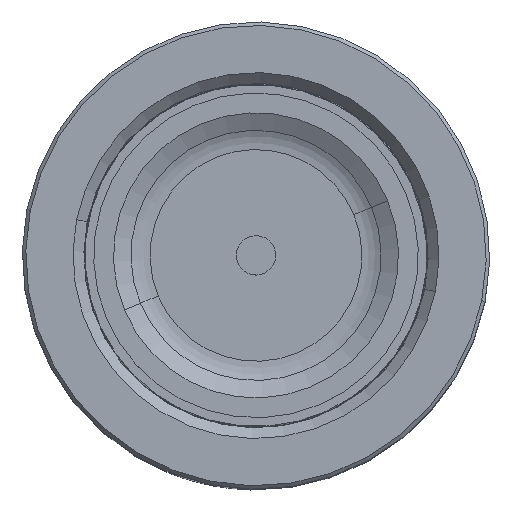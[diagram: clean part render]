
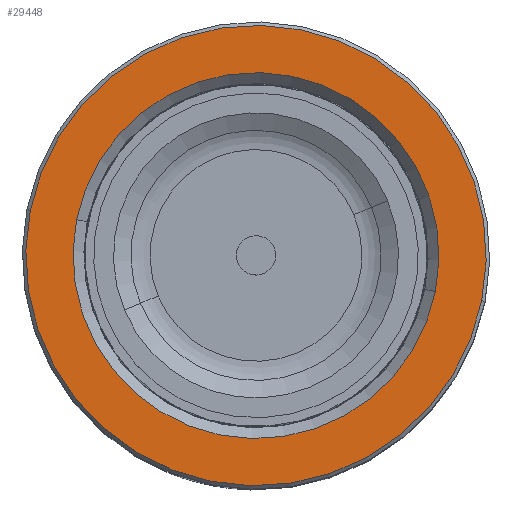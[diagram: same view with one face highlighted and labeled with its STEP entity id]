
A CAD part, top view. The second image highlights one B-rep face of the part: STEP entity #29448.
In plain terms, the highlighted planar face has unit normal (0, 0, 1).
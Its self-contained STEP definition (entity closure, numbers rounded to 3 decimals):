
#861 = PLANE ( 'NONE',  #12000 ) ;
#1238 = CARTESIAN_POINT ( 'NONE',  ( 0., 0., 100. ) ) ;
#2558 = CARTESIAN_POINT ( 'NONE',  ( 46.8, 0., 100. ) ) ;
#4190 = AXIS2_PLACEMENT_3D ( 'NONE', #12816, #16098, #17543 ) ;
#4771 = EDGE_CURVE ( 'NONE', #12075, #56566, #49408, .T. ) ;
#6978 = ORIENTED_EDGE ( 'NONE', *, *, #47338, .T. ) ;
#7761 = ORIENTED_EDGE ( 'NONE', *, *, #40334, .T. ) ;
#12000 = AXIS2_PLACEMENT_3D ( 'NONE', #1238, #56948, #43271 ) ;
#12075 = VERTEX_POINT ( 'NONE', #2558 ) ;
#12816 = CARTESIAN_POINT ( 'NONE',  ( 0., 0., 100. ) ) ;
#13882 = AXIS2_PLACEMENT_3D ( 'NONE', #24264, #38594, #24057 ) ;
#14736 = DIRECTION ( 'NONE',  ( 1., 0., 0. ) ) ;
#16098 = DIRECTION ( 'NONE',  ( 0., 0., 1. ) ) ;
#17543 = DIRECTION ( 'NONE',  ( 1., 0., 0. ) ) ;
#20562 = DIRECTION ( 'NONE',  ( 0., 0., -1. ) ) ;
#21665 = EDGE_LOOP ( 'NONE', ( #29636, #29142 ) ) ;
#22280 = CIRCLE ( 'NONE', #39235, 37.2 ) ;
#22430 = CARTESIAN_POINT ( 'NONE',  ( 0., 0., 100. ) ) ;
#24057 = DIRECTION ( 'NONE',  ( 1., 0., 0. ) ) ;
#24058 = FACE_BOUND ( 'NONE', #48869, .T. ) ;
#24264 = CARTESIAN_POINT ( 'NONE',  ( 0., 0., 100. ) ) ;
#24340 = CARTESIAN_POINT ( 'NONE',  ( 0., 0., 100. ) ) ;
#28137 = VERTEX_POINT ( 'NONE', #53848 ) ;
#29142 = ORIENTED_EDGE ( 'NONE', *, *, #4771, .T. ) ;
#29448 = ADVANCED_FACE ( 'NONE', ( #36548, #24058 ), #861, .T. ) ;
#29636 = ORIENTED_EDGE ( 'NONE', *, *, #31931, .T. ) ;
#31931 = EDGE_CURVE ( 'NONE', #56566, #12075, #43004, .T. ) ;
#36548 = FACE_OUTER_BOUND ( 'NONE', #21665, .T. ) ;
#38469 = DIRECTION ( 'NONE',  ( 0., 0., -1. ) ) ;
#38594 = DIRECTION ( 'NONE',  ( 0., 0., 1. ) ) ;
#39235 = AXIS2_PLACEMENT_3D ( 'NONE', #24340, #38469, #14736 ) ;
#40334 = EDGE_CURVE ( 'NONE', #59911, #28137, #22280, .T. ) ;
#40737 = CARTESIAN_POINT ( 'NONE',  ( -46.8, 0., 100. ) ) ;
#41897 = CIRCLE ( 'NONE', #52717, 37.2 ) ;
#43004 = CIRCLE ( 'NONE', #4190, 46.8 ) ;
#43271 = DIRECTION ( 'NONE',  ( 1., 0., 0. ) ) ;
#47338 = EDGE_CURVE ( 'NONE', #28137, #59911, #41897, .T. ) ;
#48869 = EDGE_LOOP ( 'NONE', ( #7761, #6978 ) ) ;
#49408 = CIRCLE ( 'NONE', #13882, 46.8 ) ;
#50425 = DIRECTION ( 'NONE',  ( 1., 0., 0. ) ) ;
#50841 = CARTESIAN_POINT ( 'NONE',  ( 37.2, 0., 100. ) ) ;
#52717 = AXIS2_PLACEMENT_3D ( 'NONE', #22430, #20562, #50425 ) ;
#53848 = CARTESIAN_POINT ( 'NONE',  ( -37.2, 0., 100. ) ) ;
#56566 = VERTEX_POINT ( 'NONE', #40737 ) ;
#56948 = DIRECTION ( 'NONE',  ( 0., 0., 1. ) ) ;
#59911 = VERTEX_POINT ( 'NONE', #50841 ) ;
